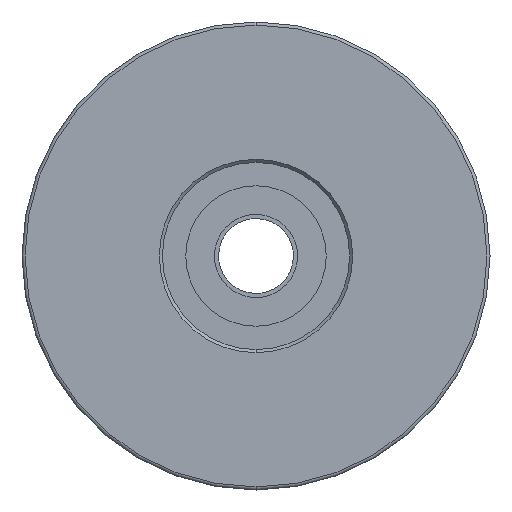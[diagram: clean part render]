
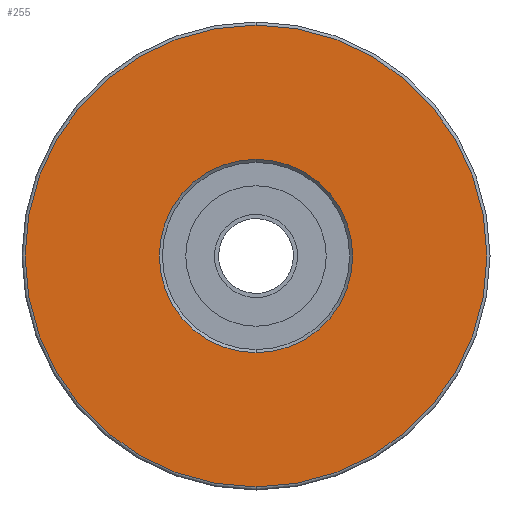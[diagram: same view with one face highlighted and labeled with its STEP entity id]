
A CAD part, front view. The second image highlights one B-rep face of the part: STEP entity #255.
In plain terms, the highlighted planar face has unit normal (0, -1, 0).
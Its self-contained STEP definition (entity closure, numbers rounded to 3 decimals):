
#10 = ORIENTED_EDGE ( 'NONE', *, *, #563, .T. ) ;
#77 = VERTEX_POINT ( 'NONE', #2215 ) ;
#255 = ADVANCED_FACE ( 'NONE', ( #1502, #1029 ), #2348, .F. ) ;
#285 = AXIS2_PLACEMENT_3D ( 'NONE', #1290, #1485, #329 ) ;
#329 = DIRECTION ( 'NONE',  ( 0., 0., 1. ) ) ;
#349 = DIRECTION ( 'NONE',  ( 0., 1., 0. ) ) ;
#385 = DIRECTION ( 'NONE',  ( 0., 0., 1. ) ) ;
#393 = DIRECTION ( 'NONE',  ( 0., -1., 0. ) ) ;
#412 = CARTESIAN_POINT ( 'NONE',  ( 0., 0., 0. ) ) ;
#416 = CARTESIAN_POINT ( 'NONE',  ( 0., 0., -14.8 ) ) ;
#436 = CARTESIAN_POINT ( 'NONE',  ( 0., 0., 14.8 ) ) ;
#563 = EDGE_CURVE ( 'NONE', #77, #689, #2192, .T. ) ;
#569 = EDGE_LOOP ( 'NONE', ( #624, #1245 ) ) ;
#602 = DIRECTION ( 'NONE',  ( 0., 1., 0. ) ) ;
#624 = ORIENTED_EDGE ( 'NONE', *, *, #830, .T. ) ;
#638 = CARTESIAN_POINT ( 'NONE',  ( 0., 0., 0. ) ) ;
#689 = VERTEX_POINT ( 'NONE', #2050 ) ;
#790 = CARTESIAN_POINT ( 'NONE',  ( 0., 0., 0. ) ) ;
#830 = EDGE_CURVE ( 'NONE', #1272, #2325, #2018, .T. ) ;
#912 = AXIS2_PLACEMENT_3D ( 'NONE', #412, #393, #385 ) ;
#1029 = FACE_BOUND ( 'NONE', #1442, .T. ) ;
#1085 = EDGE_CURVE ( 'NONE', #2325, #1272, #1140, .T. ) ;
#1140 = CIRCLE ( 'NONE', #285, 14.8 ) ;
#1245 = ORIENTED_EDGE ( 'NONE', *, *, #1085, .T. ) ;
#1272 = VERTEX_POINT ( 'NONE', #436 ) ;
#1290 = CARTESIAN_POINT ( 'NONE',  ( 0., 0., 0. ) ) ;
#1337 = AXIS2_PLACEMENT_3D ( 'NONE', #790, #602, #1576 ) ;
#1386 = DIRECTION ( 'NONE',  ( 0., 0., 1. ) ) ;
#1422 = AXIS2_PLACEMENT_3D ( 'NONE', #638, #349, #2418 ) ;
#1442 = EDGE_LOOP ( 'NONE', ( #1846, #10 ) ) ;
#1485 = DIRECTION ( 'NONE',  ( 0., -1., 0. ) ) ;
#1502 = FACE_OUTER_BOUND ( 'NONE', #569, .T. ) ;
#1576 = DIRECTION ( 'NONE',  ( 0., 0., 1. ) ) ;
#1619 = CIRCLE ( 'NONE', #1422, 6.2 ) ;
#1846 = ORIENTED_EDGE ( 'NONE', *, *, #1864, .T. ) ;
#1848 = AXIS2_PLACEMENT_3D ( 'NONE', #2417, #2456, #1386 ) ;
#1864 = EDGE_CURVE ( 'NONE', #689, #77, #1619, .T. ) ;
#2018 = CIRCLE ( 'NONE', #912, 14.8 ) ;
#2050 = CARTESIAN_POINT ( 'NONE',  ( 0., 0., -6.2 ) ) ;
#2192 = CIRCLE ( 'NONE', #1337, 6.2 ) ;
#2215 = CARTESIAN_POINT ( 'NONE',  ( 0., 0., 6.2 ) ) ;
#2325 = VERTEX_POINT ( 'NONE', #416 ) ;
#2348 = PLANE ( 'NONE',  #1848 ) ;
#2417 = CARTESIAN_POINT ( 'NONE',  ( -6., 0., 0. ) ) ;
#2418 = DIRECTION ( 'NONE',  ( 0., 0., 1. ) ) ;
#2456 = DIRECTION ( 'NONE',  ( 0., 1., 0. ) ) ;
